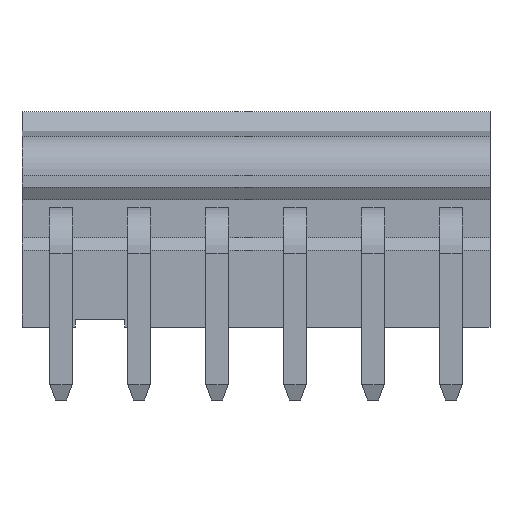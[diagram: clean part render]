
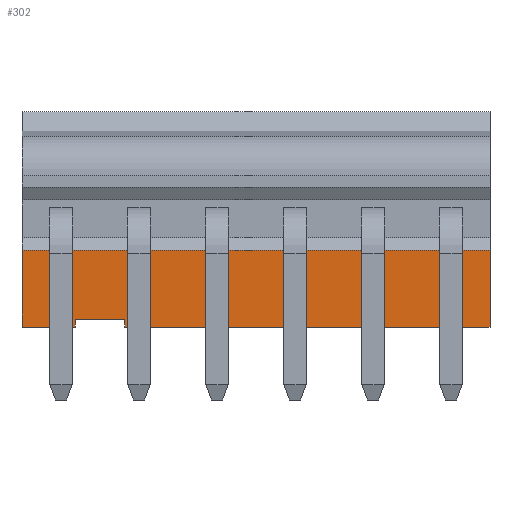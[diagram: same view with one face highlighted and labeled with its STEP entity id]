
A CAD part, front view. The second image highlights one B-rep face of the part: STEP entity #302.
In plain terms, the highlighted planar face has unit normal (0, -1, 0).
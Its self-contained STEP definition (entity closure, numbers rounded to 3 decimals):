
#302=ADVANCED_FACE('',(#707),#709,.T.);
#707=FACE_BOUND('',#708,.T.);
#708=EDGE_LOOP('',(#1022,#1023,#1024,#1025,#1026,#1027,#1028,#1029));
#709=PLANE('',#710);
#710=AXIS2_PLACEMENT_3D('',#711,#712,#713);
#711=CARTESIAN_POINT('',(21.78,3.5,0.));
#712=DIRECTION('',(0.,-1.,0.));
#713=DIRECTION('',(0.,0.,1.));
#1022=ORIENTED_EDGE('',*,*,#1252,.T.);
#1023=ORIENTED_EDGE('',*,*,#1253,.F.);
#1024=ORIENTED_EDGE('',*,*,#1254,.T.);
#1025=ORIENTED_EDGE('',*,*,#1255,.T.);
#1026=ORIENTED_EDGE('',*,*,#1256,.F.);
#1027=ORIENTED_EDGE('',*,*,#1257,.F.);
#1028=ORIENTED_EDGE('',*,*,#1258,.T.);
#1029=ORIENTED_EDGE('',*,*,#1259,.T.);
#1252=EDGE_CURVE('',#1367,#1368,#1369,.F.);
#1253=EDGE_CURVE('',#1370,#1368,#1371,.T.);
#1254=EDGE_CURVE('',#1370,#1372,#1373,.T.);
#1255=EDGE_CURVE('',#1372,#1374,#1375,.T.);
#1256=EDGE_CURVE('',#1376,#1374,#1377,.T.);
#1257=EDGE_CURVE('',#1378,#1376,#1379,.T.);
#1258=EDGE_CURVE('',#1378,#1380,#1381,.F.);
#1259=EDGE_CURVE('',#1380,#1367,#1382,.F.);
#1367=VERTEX_POINT('',#1556);
#1368=VERTEX_POINT('',#1557);
#1369=LINE('',#1558,#1559);
#1370=VERTEX_POINT('',#1561);
#1371=LINE('',#1562,#1563);
#1372=VERTEX_POINT('',#1565);
#1373=LINE('',#1566,#1567);
#1374=VERTEX_POINT('',#1569);
#1375=LINE('',#1570,#1571);
#1376=VERTEX_POINT('',#1573);
#1377=LINE('',#1574,#1575);
#1378=VERTEX_POINT('',#1577);
#1379=LINE('',#1578,#1579);
#1380=VERTEX_POINT('',#1581);
#1381=LINE('',#1582,#1583);
#1382=LINE('',#1585,#1586);
#1556=CARTESIAN_POINT('',(3.23,3.5,0.4));
#1557=CARTESIAN_POINT('',(3.23,3.5,0.));
#1558=CARTESIAN_POINT('',(3.23,3.5,0.));
#1559=VECTOR('',#1560,1.);
#1560=DIRECTION('',(0.,0.,1.));
#1561=CARTESIAN_POINT('',(21.78,3.5,0.));
#1562=CARTESIAN_POINT('',(21.78,3.5,0.));
#1563=VECTOR('',#1564,1.);
#1564=DIRECTION('',(-1.,0.,0.));
#1565=CARTESIAN_POINT('',(21.78,3.5,3.9));
#1566=CARTESIAN_POINT('',(21.78,3.5,0.));
#1567=VECTOR('',#1568,1.);
#1568=DIRECTION('',(0.,0.,1.));
#1569=CARTESIAN_POINT('',(-1.98,3.5,3.9));
#1570=CARTESIAN_POINT('',(21.78,3.5,3.9));
#1571=VECTOR('',#1572,1.);
#1572=DIRECTION('',(-1.,0.,0.));
#1573=CARTESIAN_POINT('',(-1.98,3.5,0.));
#1574=CARTESIAN_POINT('',(-1.98,3.5,0.));
#1575=VECTOR('',#1576,1.);
#1576=DIRECTION('',(0.,0.,1.));
#1577=CARTESIAN_POINT('',(0.73,3.5,0.));
#1578=CARTESIAN_POINT('',(0.73,3.5,0.));
#1579=VECTOR('',#1580,1.);
#1580=DIRECTION('',(-1.,0.,0.));
#1581=CARTESIAN_POINT('',(0.73,3.5,0.4));
#1582=CARTESIAN_POINT('',(0.73,3.5,0.4));
#1583=VECTOR('',#1584,1.);
#1584=DIRECTION('',(0.,0.,-1.));
#1585=CARTESIAN_POINT('',(3.23,3.5,0.4));
#1586=VECTOR('',#1587,1.);
#1587=DIRECTION('',(-1.,0.,0.));
